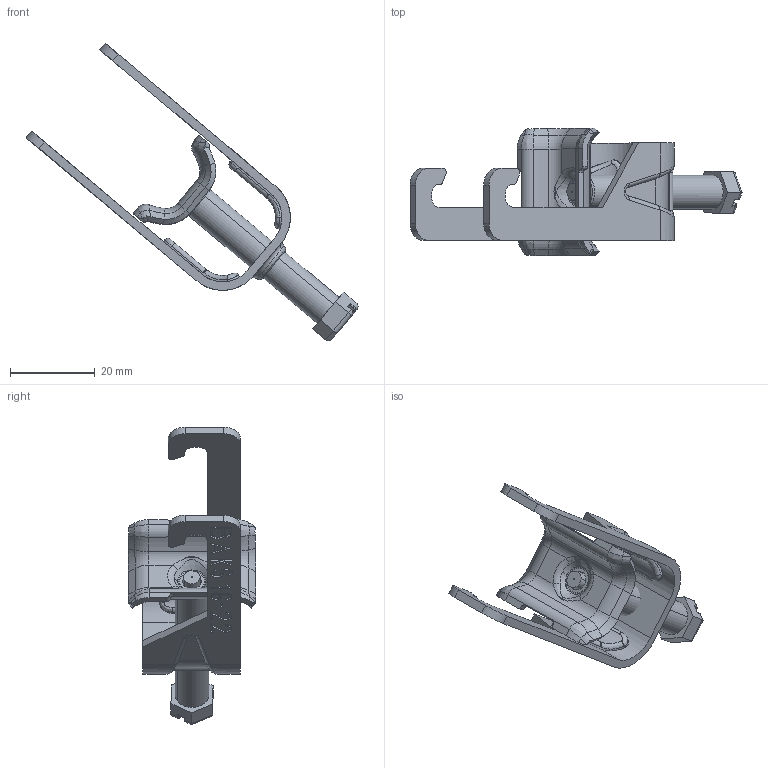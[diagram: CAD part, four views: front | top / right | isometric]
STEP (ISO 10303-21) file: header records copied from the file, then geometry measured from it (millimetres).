
FILE_DESCRIPTION((''),'2;1');
FILE_NAME('400900_ASM','2019-10-29T15:33:42',('tomasz.grudniewski'),(''),'CREO PARAMETRIC BY PTC INC, 2019080','CREO PARAMETRIC BY PTC INC, 2019080','');
FILE_SCHEMA(('CONFIG_CONTROL_DESIGN'));
Length unit declared in the file: millimetre
Products named in the file (4): SRUBA-01_2; UKZ1_16-22; LUSKA_16-22; 400900_ASM
Assembly tree (3 placements, depth 2):
  400900_ASM
    SRUBA-01_2
    UKZ1_16-22
    LUSKA_16-22
Bounding box: 78.24 x 30.1 x 70.1 mm (x, y, z)
Volume: 8239.2 mm3; surface area: 8710.5 mm2
Topology: 3 solids, 3 shells, 486 faces, 1318 edges, 850 vertices
Faces by surface type: plane 177, cylinder 153, bspline 72, torus 44, cone 36, sphere 4
Entity records: 17574 total; most frequent: CARTESIAN_POINT 5634, ORIENTED_EDGE 2628, DIRECTION 2301, EDGE_CURVE 1314, VERTEX_POINT 850, AXIS2_PLACEMENT_3D 848, VECTOR 605, LINE 605
